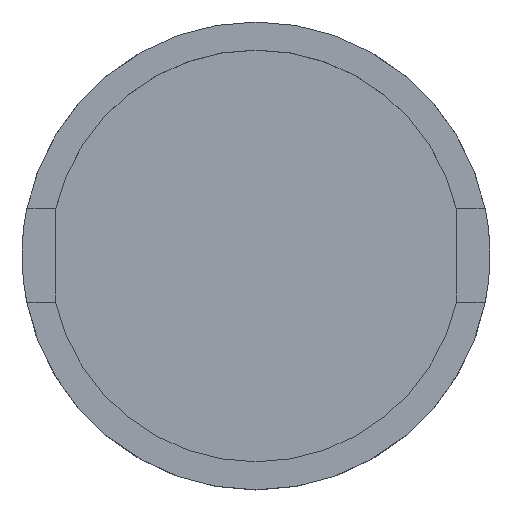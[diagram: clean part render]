
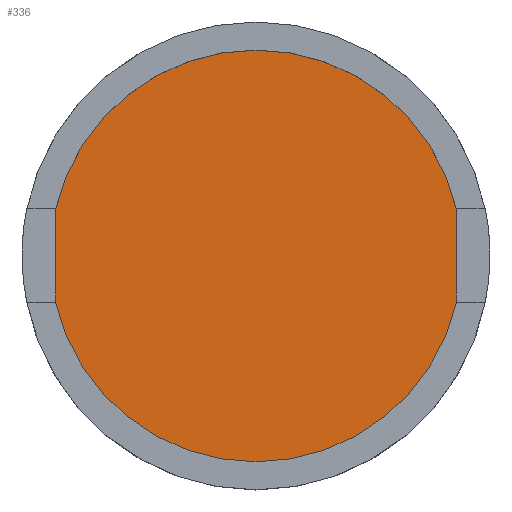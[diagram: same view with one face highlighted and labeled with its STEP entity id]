
A CAD part, top view. The second image highlights one B-rep face of the part: STEP entity #336.
In plain terms, the highlighted planar face has unit normal (0, 0, 1).
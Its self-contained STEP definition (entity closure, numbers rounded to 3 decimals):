
#4 = AXIS2_PLACEMENT_3D ( 'NONE', #457, #748, #618 ) ;
#5 = EDGE_CURVE ( 'NONE', #442, #872, #916, .T. ) ;
#49 = DIRECTION ( 'NONE',  ( 1., 0., 0. ) ) ;
#58 = AXIS2_PLACEMENT_3D ( 'NONE', #930, #576, #49 ) ;
#64 = CARTESIAN_POINT ( 'NONE',  ( 21.424, -5., 3. ) ) ;
#82 = CARTESIAN_POINT ( 'NONE',  ( -21.424, 5., 3. ) ) ;
#91 = PLANE ( 'NONE',  #4 ) ;
#123 = CARTESIAN_POINT ( 'NONE',  ( 0., 0., 3. ) ) ;
#125 = VERTEX_POINT ( 'NONE', #270 ) ;
#140 = EDGE_CURVE ( 'NONE', #442, #312, #628, .T. ) ;
#145 = DIRECTION ( 'NONE',  ( 0., 0., 1. ) ) ;
#164 = EDGE_CURVE ( 'NONE', #312, #125, #224, .T. ) ;
#189 = VECTOR ( 'NONE', #479, 1000. ) ;
#212 = EDGE_CURVE ( 'NONE', #125, #872, #375, .T. ) ;
#224 = LINE ( 'NONE', #647, #549 ) ;
#255 = CARTESIAN_POINT ( 'NONE',  ( 21.424, 0., 3. ) ) ;
#270 = CARTESIAN_POINT ( 'NONE',  ( -21.424, -5., 3. ) ) ;
#312 = VERTEX_POINT ( 'NONE', #82 ) ;
#314 = ORIENTED_EDGE ( 'NONE', *, *, #5, .F. ) ;
#336 = ADVANCED_FACE ( 'NONE', ( #605 ), #91, .T. ) ;
#375 = CIRCLE ( 'NONE', #924, 22. ) ;
#406 = CARTESIAN_POINT ( 'NONE',  ( 21.424, 5., 3. ) ) ;
#430 = DIRECTION ( 'NONE',  ( 0., -1., 0. ) ) ;
#442 = VERTEX_POINT ( 'NONE', #406 ) ;
#446 = DIRECTION ( 'NONE',  ( 1., 0., 0. ) ) ;
#451 = ORIENTED_EDGE ( 'NONE', *, *, #164, .T. ) ;
#457 = CARTESIAN_POINT ( 'NONE',  ( 0., 0., 3. ) ) ;
#479 = DIRECTION ( 'NONE',  ( 0., -1., 0. ) ) ;
#484 = EDGE_LOOP ( 'NONE', ( #747, #314, #804, #451 ) ) ;
#549 = VECTOR ( 'NONE', #430, 1000. ) ;
#576 = DIRECTION ( 'NONE',  ( 0., 0., 1. ) ) ;
#605 = FACE_OUTER_BOUND ( 'NONE', #484, .T. ) ;
#618 = DIRECTION ( 'NONE',  ( 1., 0., 0. ) ) ;
#628 = CIRCLE ( 'NONE', #58, 22. ) ;
#647 = CARTESIAN_POINT ( 'NONE',  ( -21.424, 0., 3. ) ) ;
#747 = ORIENTED_EDGE ( 'NONE', *, *, #212, .T. ) ;
#748 = DIRECTION ( 'NONE',  ( 0., 0., 1. ) ) ;
#804 = ORIENTED_EDGE ( 'NONE', *, *, #140, .T. ) ;
#872 = VERTEX_POINT ( 'NONE', #64 ) ;
#916 = LINE ( 'NONE', #255, #189 ) ;
#924 = AXIS2_PLACEMENT_3D ( 'NONE', #123, #145, #446 ) ;
#930 = CARTESIAN_POINT ( 'NONE',  ( 0., 0., 3. ) ) ;
